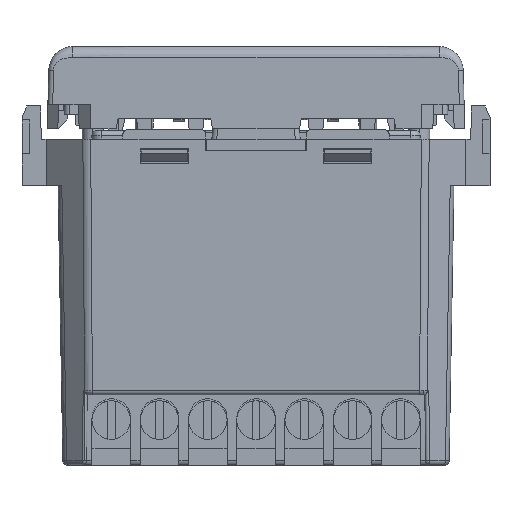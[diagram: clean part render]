
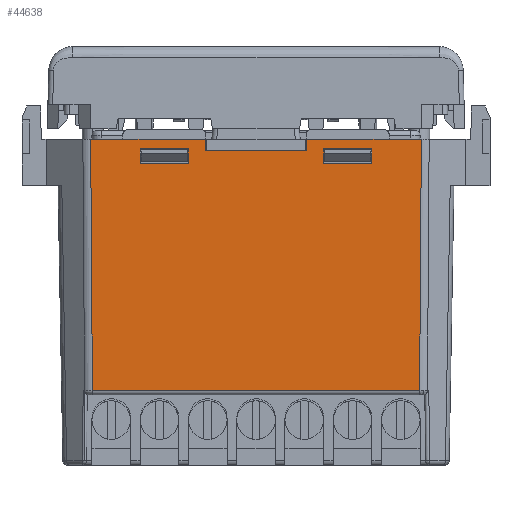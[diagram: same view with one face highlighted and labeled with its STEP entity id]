
A CAD part, left-side view. The second image highlights one B-rep face of the part: STEP entity #44638.
In plain terms, the highlighted planar face has unit normal (-1, 0, -0.018).
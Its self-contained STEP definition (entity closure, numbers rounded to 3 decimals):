
#1011 = EDGE_CURVE ( 'NONE', #22224, #56507, #52250, .T. ) ;
#1085 = CARTESIAN_POINT ( 'NONE',  ( -10.956, -7., 31.3 ) ) ;
#1323 = VECTOR ( 'NONE', #11123, 1000. ) ;
#2020 = ORIENTED_EDGE ( 'NONE', *, *, #21167, .F. ) ;
#2047 = DIRECTION ( 'NONE',  ( -1., 0., -0.017 ) ) ;
#2227 = ORIENTED_EDGE ( 'NONE', *, *, #43468, .F. ) ;
#2293 = LINE ( 'NONE', #13413, #9817 ) ;
#3720 = DIRECTION ( 'NONE',  ( 0.017, 0., -1. ) ) ;
#3993 = EDGE_CURVE ( 'NONE', #29828, #23866, #64506, .T. ) ;
#4692 = LINE ( 'NONE', #30965, #54391 ) ;
#4854 = DIRECTION ( 'NONE',  ( 0., 1., 0. ) ) ;
#5673 = CARTESIAN_POINT ( 'NONE',  ( -10.979, -5.2, 32.6 ) ) ;
#5944 = CARTESIAN_POINT ( 'NONE',  ( -10.983, 20.6, 32.8 ) ) ;
#6120 = DIRECTION ( 'NONE',  ( 0., -1., 0. ) ) ;
#6673 = ORIENTED_EDGE ( 'NONE', *, *, #12962, .F. ) ;
#7099 = PLANE ( 'NONE',  #7308 ) ;
#7308 = AXIS2_PLACEMENT_3D ( 'NONE', #27656, #2047, #54253 ) ;
#7717 = VERTEX_POINT ( 'NONE', #50926 ) ;
#7937 = CARTESIAN_POINT ( 'NONE',  ( -10.956, 7., 31.3 ) ) ;
#8674 = LINE ( 'NONE', #39314, #26653 ) ;
#9612 = CARTESIAN_POINT ( 'NONE',  ( -10.983, 20.6, 32.8 ) ) ;
#9817 = VECTOR ( 'NONE', #64966, 1000. ) ;
#10303 = EDGE_CURVE ( 'NONE', #23866, #7717, #8674, .T. ) ;
#10388 = VERTEX_POINT ( 'NONE', #49741 ) ;
#10790 = VECTOR ( 'NONE', #22209, 1000. ) ;
#11123 = DIRECTION ( 'NONE',  ( -0.017, 0., 1. ) ) ;
#11849 = ORIENTED_EDGE ( 'NONE', *, *, #1011, .F. ) ;
#12010 = DIRECTION ( 'NONE',  ( 0., 1., 0. ) ) ;
#12460 = EDGE_CURVE ( 'NONE', #46812, #20546, #20047, .T. ) ;
#12708 = VECTOR ( 'NONE', #42562, 1000. ) ;
#12962 = EDGE_CURVE ( 'NONE', #20546, #41961, #30984, .T. ) ;
#13413 = CARTESIAN_POINT ( 'NONE',  ( -10.956, 20.6, 31.3 ) ) ;
#13625 = CARTESIAN_POINT ( 'NONE',  ( -10.996, -5.209, 33.575 ) ) ;
#13679 = VECTOR ( 'NONE', #3720, 1000. ) ;
#13739 = CARTESIAN_POINT ( 'NONE',  ( -10.983, -12., 32.8 ) ) ;
#15087 = CARTESIAN_POINT ( 'NONE',  ( -11., 17.133, 33.8 ) ) ;
#15250 = CARTESIAN_POINT ( 'NONE',  ( -11., 20.6, 33.8 ) ) ;
#15392 = DIRECTION ( 'NONE',  ( 0., -1., 0. ) ) ;
#15916 = EDGE_CURVE ( 'NONE', #59165, #46812, #62996, .T. ) ;
#15988 = LINE ( 'NONE', #41256, #12708 ) ;
#16105 = VECTOR ( 'NONE', #4854, 1000. ) ;
#16563 = VERTEX_POINT ( 'NONE', #1085 ) ;
#16686 = VECTOR ( 'NONE', #15392, 1000. ) ;
#17041 = VECTOR ( 'NONE', #57116, 1000. ) ;
#17233 = CARTESIAN_POINT ( 'NONE',  ( -11., 13.8, 33.8 ) ) ;
#17456 = CARTESIAN_POINT ( 'NONE',  ( -11., 13.8, 33.8 ) ) ;
#17650 = VERTEX_POINT ( 'NONE', #37726 ) ;
#19796 = LINE ( 'NONE', #25841, #16686 ) ;
#20047 = LINE ( 'NONE', #9612, #16105 ) ;
#20546 = VERTEX_POINT ( 'NONE', #59471 ) ;
#21167 = EDGE_CURVE ( 'NONE', #56507, #17650, #53500, .T. ) ;
#22209 = DIRECTION ( 'NONE',  ( 0.017, 0., -1. ) ) ;
#22224 = VERTEX_POINT ( 'NONE', #15087 ) ;
#22598 = ORIENTED_EDGE ( 'NONE', *, *, #64515, .T. ) ;
#22611 = VECTOR ( 'NONE', #6120, 1000. ) ;
#22616 = EDGE_LOOP ( 'NONE', ( #2227, #29439, #54098, #63438 ) ) ;
#23063 = DIRECTION ( 'NONE',  ( 0.017, 0.009, -1. ) ) ;
#23258 = ORIENTED_EDGE ( 'NONE', *, *, #25865, .T. ) ;
#23866 = VERTEX_POINT ( 'NONE', #5673 ) ;
#24382 = LINE ( 'NONE', #50631, #35749 ) ;
#25056 = VECTOR ( 'NONE', #23063, 1000. ) ;
#25069 = CARTESIAN_POINT ( 'NONE',  ( -11., -17.133, 33.8 ) ) ;
#25562 = CARTESIAN_POINT ( 'NONE',  ( -10.983, -7., 32.8 ) ) ;
#25716 = DIRECTION ( 'NONE',  ( -0.017, -0.007, 1. ) ) ;
#25841 = CARTESIAN_POINT ( 'NONE',  ( -11., 20.6, 33.8 ) ) ;
#25865 = EDGE_CURVE ( 'NONE', #10388, #26785, #47634, .T. ) ;
#26653 = VECTOR ( 'NONE', #64614, 1000. ) ;
#26704 = CARTESIAN_POINT ( 'NONE',  ( -10.956, 20.6, 31.3 ) ) ;
#26785 = VERTEX_POINT ( 'NONE', #46930 ) ;
#27327 = FACE_BOUND ( 'NONE', #22616, .T. ) ;
#27373 = ORIENTED_EDGE ( 'NONE', *, *, #10303, .T. ) ;
#27656 = CARTESIAN_POINT ( 'NONE',  ( -11., 20.6, 33.8 ) ) ;
#27815 = VECTOR ( 'NONE', #12010, 1000. ) ;
#29439 = ORIENTED_EDGE ( 'NONE', *, *, #58881, .F. ) ;
#29788 = VECTOR ( 'NONE', #63514, 1000. ) ;
#29828 = VERTEX_POINT ( 'NONE', #59841 ) ;
#30174 = ORIENTED_EDGE ( 'NONE', *, *, #37564, .F. ) ;
#30965 = CARTESIAN_POINT ( 'NONE',  ( -11.002, 5.212, 33.934 ) ) ;
#30984 = LINE ( 'NONE', #41421, #10790 ) ;
#31526 = LINE ( 'NONE', #41633, #29788 ) ;
#32475 = VERTEX_POINT ( 'NONE', #38085 ) ;
#32848 = CARTESIAN_POINT ( 'NONE',  ( -11., 20.6, 33.8 ) ) ;
#33237 = VERTEX_POINT ( 'NONE', #25562 ) ;
#33708 = LINE ( 'NONE', #59315, #13679 ) ;
#33758 = CARTESIAN_POINT ( 'NONE',  ( -10.983, 7., 32.8 ) ) ;
#34526 = ORIENTED_EDGE ( 'NONE', *, *, #45238, .T. ) ;
#35749 = VECTOR ( 'NONE', #25716, 1000. ) ;
#36463 = EDGE_CURVE ( 'NONE', #16563, #32475, #50961, .T. ) ;
#37564 = EDGE_CURVE ( 'NONE', #29828, #42570, #19796, .T. ) ;
#37600 = CARTESIAN_POINT ( 'NONE',  ( -11., -13.8, 33.8 ) ) ;
#37726 = CARTESIAN_POINT ( 'NONE',  ( -11., 5.21, 33.8 ) ) ;
#37745 = EDGE_CURVE ( 'NONE', #42570, #50971, #53730, .T. ) ;
#38085 = CARTESIAN_POINT ( 'NONE',  ( -10.956, -12., 31.3 ) ) ;
#39227 = EDGE_CURVE ( 'NONE', #32475, #60826, #31526, .T. ) ;
#39314 = CARTESIAN_POINT ( 'NONE',  ( -10.979, 20.6, 32.6 ) ) ;
#41088 = DIRECTION ( 'NONE',  ( -0.017, 0.009, 1. ) ) ;
#41256 = CARTESIAN_POINT ( 'NONE',  ( -10.537, 16.954, 7.303 ) ) ;
#41319 = ORIENTED_EDGE ( 'NONE', *, *, #61938, .F. ) ;
#41421 = CARTESIAN_POINT ( 'NONE',  ( -11., 12., 33.8 ) ) ;
#41530 = DIRECTION ( 'NONE',  ( 0., -1., 0. ) ) ;
#41633 = CARTESIAN_POINT ( 'NONE',  ( -11., -12., 33.8 ) ) ;
#41961 = VERTEX_POINT ( 'NONE', #65242 ) ;
#42562 = DIRECTION ( 'NONE',  ( 0.017, -0.007, -1. ) ) ;
#42570 = VERTEX_POINT ( 'NONE', #37600 ) ;
#43468 = EDGE_CURVE ( 'NONE', #33237, #16563, #33708, .T. ) ;
#43926 = VECTOR ( 'NONE', #57575, 1000. ) ;
#44638 = ADVANCED_FACE ( 'NONE', ( #64035, #27327, #47828 ), #7099, .T. ) ;
#45238 = EDGE_CURVE ( 'NONE', #22224, #10388, #15988, .T. ) ;
#46812 = VERTEX_POINT ( 'NONE', #33758 ) ;
#46930 = CARTESIAN_POINT ( 'NONE',  ( -10.546, -16.957, 7.791 ) ) ;
#47138 = ORIENTED_EDGE ( 'NONE', *, *, #12460, .F. ) ;
#47284 = EDGE_CURVE ( 'NONE', #7717, #17650, #4692, .T. ) ;
#47347 = LINE ( 'NONE', #5944, #27815 ) ;
#47634 = LINE ( 'NONE', #57442, #17041 ) ;
#47828 = FACE_BOUND ( 'NONE', #52068, .T. ) ;
#48094 = ORIENTED_EDGE ( 'NONE', *, *, #3993, .T. ) ;
#49506 = ORIENTED_EDGE ( 'NONE', *, *, #37745, .F. ) ;
#49741 = CARTESIAN_POINT ( 'NONE',  ( -10.546, 16.957, 7.791 ) ) ;
#50631 = CARTESIAN_POINT ( 'NONE',  ( -11., -17.133, 33.803 ) ) ;
#50926 = CARTESIAN_POINT ( 'NONE',  ( -10.979, 5.2, 32.6 ) ) ;
#50961 = LINE ( 'NONE', #26704, #62895 ) ;
#50971 = VERTEX_POINT ( 'NONE', #25069 ) ;
#52068 = EDGE_LOOP ( 'NONE', ( #41319, #6673, #47138, #53498 ) ) ;
#52250 = LINE ( 'NONE', #15250, #22611 ) ;
#53266 = VECTOR ( 'NONE', #54390, 1000. ) ;
#53498 = ORIENTED_EDGE ( 'NONE', *, *, #15916, .F. ) ;
#53500 = LINE ( 'NONE', #17456, #43926 ) ;
#53592 = EDGE_LOOP ( 'NONE', ( #30174, #48094, #27373, #62966, #2020, #11849, #34526, #23258, #22598, #49506 ) ) ;
#53730 = LINE ( 'NONE', #32848, #53266 ) ;
#54098 = ORIENTED_EDGE ( 'NONE', *, *, #39227, .F. ) ;
#54253 = DIRECTION ( 'NONE',  ( -0.017, 0., 1. ) ) ;
#54390 = DIRECTION ( 'NONE',  ( 0., -1., 0. ) ) ;
#54391 = VECTOR ( 'NONE', #41088, 1000. ) ;
#56507 = VERTEX_POINT ( 'NONE', #17233 ) ;
#57116 = DIRECTION ( 'NONE',  ( 0., -1., 0. ) ) ;
#57442 = CARTESIAN_POINT ( 'NONE',  ( -10.546, -16.954, 7.791 ) ) ;
#57575 = DIRECTION ( 'NONE',  ( 0., -1., 0. ) ) ;
#58881 = EDGE_CURVE ( 'NONE', #60826, #33237, #47347, .T. ) ;
#59165 = VERTEX_POINT ( 'NONE', #7937 ) ;
#59315 = CARTESIAN_POINT ( 'NONE',  ( -11., -7., 33.8 ) ) ;
#59471 = CARTESIAN_POINT ( 'NONE',  ( -10.983, 12., 32.8 ) ) ;
#59841 = CARTESIAN_POINT ( 'NONE',  ( -11., -5.21, 33.8 ) ) ;
#60826 = VERTEX_POINT ( 'NONE', #13739 ) ;
#61938 = EDGE_CURVE ( 'NONE', #41961, #59165, #2293, .T. ) ;
#62670 = CARTESIAN_POINT ( 'NONE',  ( -11., 7., 33.8 ) ) ;
#62895 = VECTOR ( 'NONE', #41530, 1000. ) ;
#62966 = ORIENTED_EDGE ( 'NONE', *, *, #47284, .T. ) ;
#62996 = LINE ( 'NONE', #62670, #1323 ) ;
#63438 = ORIENTED_EDGE ( 'NONE', *, *, #36463, .F. ) ;
#63514 = DIRECTION ( 'NONE',  ( -0.017, 0., 1. ) ) ;
#64035 = FACE_OUTER_BOUND ( 'NONE', #53592, .T. ) ;
#64506 = LINE ( 'NONE', #13625, #25056 ) ;
#64515 = EDGE_CURVE ( 'NONE', #26785, #50971, #24382, .T. ) ;
#64614 = DIRECTION ( 'NONE',  ( 0., 1., 0. ) ) ;
#64966 = DIRECTION ( 'NONE',  ( 0., -1., 0. ) ) ;
#65242 = CARTESIAN_POINT ( 'NONE',  ( -10.956, 12., 31.3 ) ) ;
